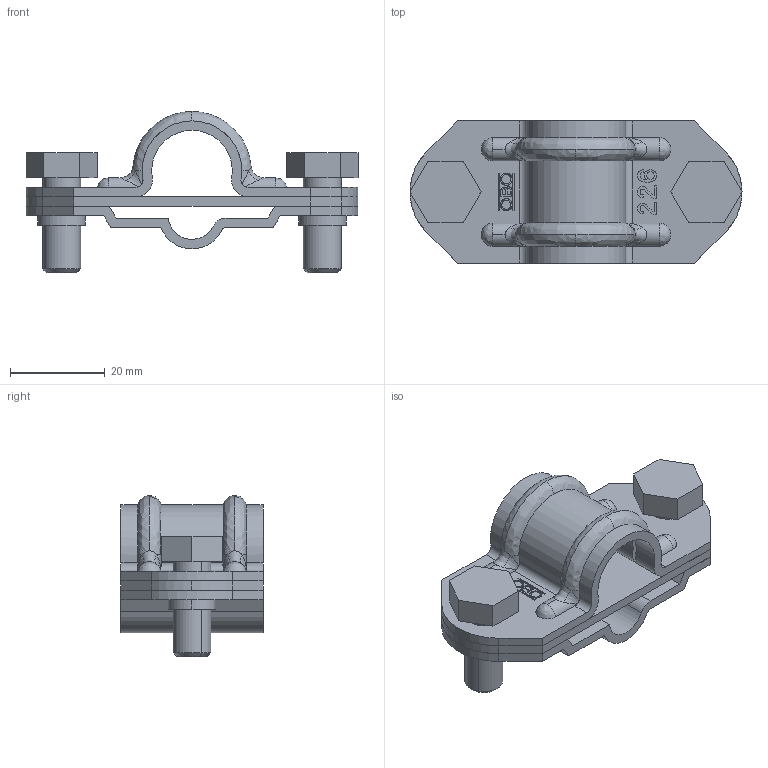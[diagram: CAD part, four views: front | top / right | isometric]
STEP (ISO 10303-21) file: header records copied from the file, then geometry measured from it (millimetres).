
FILE_DESCRIPTION (( 'STEP AP214' ), '1' );
FILE_NAME ('5336074.STEP', '2017-05-09T11:26:48', ( '' ), ( '' ), 'SwSTEP 2.0', 'SolidWorks 2014', '' );
FILE_SCHEMA (( 'AUTOMOTIVE_DESIGN' ));
Length unit declared in the file: millimetre
Products named in the file (5): Oberteil.1; Unterteil.1.1; Zwischenplatte; 5336074; Sechskantschraube_ISO_4017_M8_x_20_-_.3.1
Assembly tree (5 placements, depth 2):
  5336074
    Zwischenplatte
    Unterteil.1.1
    Oberteil.1
    Sechskantschraube_ISO_4017_M8_x_20_-_.3.1  x2
Bounding box: 70.01 x 30 x 34 mm (x, y, z)
Volume: 11308.4 mm3; surface area: 16531.9 mm2
Topology: 4 solids, 23 shells, 408 faces, 1118 edges, 722 vertices
Faces by surface type: plane 265, cylinder 81, bspline 50, cone 12
Entity records: 22123 total; most frequent: CARTESIAN_POINT 7797, ORIENTED_EDGE 2122, DIRECTION 1855, EDGE_CURVE 1089, VECTOR 787, LINE 787, VERTEX_POINT 710, AXIS2_PLACEMENT_3D 534
